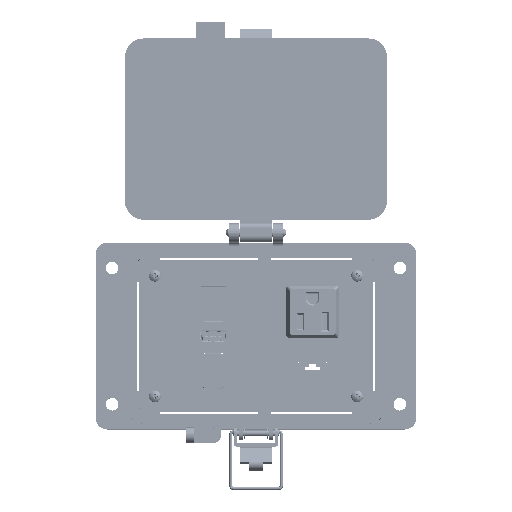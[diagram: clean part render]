
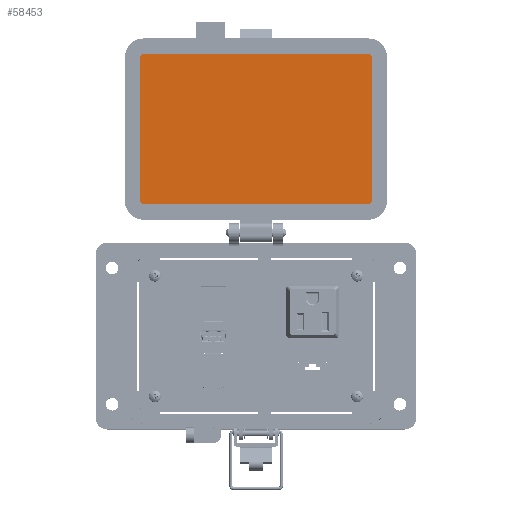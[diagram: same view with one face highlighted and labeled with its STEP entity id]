
A CAD part, top view. The second image highlights one B-rep face of the part: STEP entity #58453.
In plain terms, the highlighted planar face has unit normal (0, 0, 1).
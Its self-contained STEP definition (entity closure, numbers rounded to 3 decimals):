
#713 = VERTEX_POINT ( 'NONE', #2766 ) ;
#833 = CIRCLE ( 'NONE', #155367, 1.785 ) ;
#1250 = VERTEX_POINT ( 'NONE', #134840 ) ;
#2762 = EDGE_CURVE ( 'NONE', #5723, #39913, #60503, .T. ) ;
#2766 = CARTESIAN_POINT ( 'NONE',  ( 59.502, 69.55, 8.694 ) ) ;
#5723 = VERTEX_POINT ( 'NONE', #128601 ) ;
#11198 = CARTESIAN_POINT ( 'NONE',  ( 57.717, 69.55, 8.694 ) ) ;
#17142 = DIRECTION ( 'NONE',  ( 0., 0., -1. ) ) ;
#21234 = ORIENTED_EDGE ( 'NONE', *, *, #39883, .F. ) ;
#23067 = CARTESIAN_POINT ( 'NONE',  ( -59.505, 143.334, 8.694 ) ) ;
#23503 = DIRECTION ( 'NONE',  ( 0., -1., 0. ) ) ;
#24045 = VECTOR ( 'NONE', #145965, 1000. ) ;
#24996 = DIRECTION ( 'NONE',  ( 0., 0., -1. ) ) ;
#25276 = ORIENTED_EDGE ( 'NONE', *, *, #77958, .F. ) ;
#26543 = PLANE ( 'NONE',  #142475 ) ;
#31754 = VERTEX_POINT ( 'NONE', #77321 ) ;
#34677 = CARTESIAN_POINT ( 'NONE',  ( 59.502, 143.334, 8.694 ) ) ;
#35928 = EDGE_CURVE ( 'NONE', #65152, #713, #142855, .T. ) ;
#36250 = ORIENTED_EDGE ( 'NONE', *, *, #65969, .F. ) ;
#38895 = DIRECTION ( 'NONE',  ( 0., -1., 0. ) ) ;
#39883 = EDGE_CURVE ( 'NONE', #1250, #53912, #43151, .T. ) ;
#39913 = VERTEX_POINT ( 'NONE', #79648 ) ;
#43151 = LINE ( 'NONE', #150009, #104549 ) ;
#50565 = FACE_OUTER_BOUND ( 'NONE', #52963, .T. ) ;
#52963 = EDGE_LOOP ( 'NONE', ( #25276, #103018, #90211, #36250, #146375, #136265, #89233, #21234 ) ) ;
#53634 = DIRECTION ( 'NONE',  ( -1., 0., 0. ) ) ;
#53912 = VERTEX_POINT ( 'NONE', #140973 ) ;
#57044 = AXIS2_PLACEMENT_3D ( 'NONE', #11198, #96958, #23503 ) ;
#58453 = ADVANCED_FACE ( 'NONE', ( #50565 ), #26543, .T. ) ;
#60503 = LINE ( 'NONE', #23067, #24045 ) ;
#60944 = CIRCLE ( 'NONE', #57044, 1.785 ) ;
#64926 = CARTESIAN_POINT ( 'NONE',  ( -57.72, 69.55, 8.694 ) ) ;
#65152 = VERTEX_POINT ( 'NONE', #34677 ) ;
#65969 = EDGE_CURVE ( 'NONE', #31754, #96786, #143915, .T. ) ;
#74001 = EDGE_CURVE ( 'NONE', #53912, #65152, #833, .T. ) ;
#77285 = DIRECTION ( 'NONE',  ( 0., -1., 0. ) ) ;
#77321 = CARTESIAN_POINT ( 'NONE',  ( 57.717, 67.765, 8.694 ) ) ;
#77958 = EDGE_CURVE ( 'NONE', #39913, #1250, #80446, .T. ) ;
#79648 = CARTESIAN_POINT ( 'NONE',  ( -59.505, 143.334, 8.694 ) ) ;
#80446 = CIRCLE ( 'NONE', #135419, 1.785 ) ;
#89233 = ORIENTED_EDGE ( 'NONE', *, *, #74001, .F. ) ;
#90211 = ORIENTED_EDGE ( 'NONE', *, *, #130791, .F. ) ;
#90573 = CARTESIAN_POINT ( 'NONE',  ( 57.717, 143.334, 8.694 ) ) ;
#95516 = CIRCLE ( 'NONE', #108316, 1.785 ) ;
#96786 = VERTEX_POINT ( 'NONE', #119528 ) ;
#96958 = DIRECTION ( 'NONE',  ( 0., 0., -1. ) ) ;
#97578 = CARTESIAN_POINT ( 'NONE',  ( 59.502, 69.55, 8.694 ) ) ;
#98450 = CARTESIAN_POINT ( 'NONE',  ( -57.72, 143.334, 8.694 ) ) ;
#102903 = DIRECTION ( 'NONE',  ( 0., -1., 0. ) ) ;
#103018 = ORIENTED_EDGE ( 'NONE', *, *, #2762, .F. ) ;
#104549 = VECTOR ( 'NONE', #113989, 1000. ) ;
#106292 = VECTOR ( 'NONE', #130400, 1000. ) ;
#107370 = VECTOR ( 'NONE', #53634, 1000. ) ;
#108316 = AXIS2_PLACEMENT_3D ( 'NONE', #64926, #150809, #77285 ) ;
#110742 = DIRECTION ( 'NONE',  ( 0., -1., 0. ) ) ;
#111241 = CARTESIAN_POINT ( 'NONE',  ( -30.745, 145.119, 8.694 ) ) ;
#112330 = DIRECTION ( 'NONE',  ( 0., 0., 1. ) ) ;
#113989 = DIRECTION ( 'NONE',  ( 1., 0., 0. ) ) ;
#119528 = CARTESIAN_POINT ( 'NONE',  ( -57.72, 67.765, 8.694 ) ) ;
#127180 = CARTESIAN_POINT ( 'NONE',  ( -57.72, 67.765, 8.694 ) ) ;
#128601 = CARTESIAN_POINT ( 'NONE',  ( -59.505, 69.55, 8.694 ) ) ;
#130400 = DIRECTION ( 'NONE',  ( 0., -1., 0. ) ) ;
#130791 = EDGE_CURVE ( 'NONE', #96786, #5723, #95516, .T. ) ;
#134840 = CARTESIAN_POINT ( 'NONE',  ( -57.72, 145.119, 8.694 ) ) ;
#135419 = AXIS2_PLACEMENT_3D ( 'NONE', #98450, #24996, #110742 ) ;
#136265 = ORIENTED_EDGE ( 'NONE', *, *, #35928, .F. ) ;
#140973 = CARTESIAN_POINT ( 'NONE',  ( 57.717, 145.119, 8.694 ) ) ;
#142475 = AXIS2_PLACEMENT_3D ( 'NONE', #111241, #112330, #38895 ) ;
#142855 = LINE ( 'NONE', #97578, #106292 ) ;
#143915 = LINE ( 'NONE', #127180, #107370 ) ;
#145965 = DIRECTION ( 'NONE',  ( 0., 1., 0. ) ) ;
#146375 = ORIENTED_EDGE ( 'NONE', *, *, #150093, .F. ) ;
#150009 = CARTESIAN_POINT ( 'NONE',  ( 57.717, 145.119, 8.694 ) ) ;
#150093 = EDGE_CURVE ( 'NONE', #713, #31754, #60944, .T. ) ;
#150809 = DIRECTION ( 'NONE',  ( 0., 0., -1. ) ) ;
#155367 = AXIS2_PLACEMENT_3D ( 'NONE', #90573, #17142, #102903 ) ;
